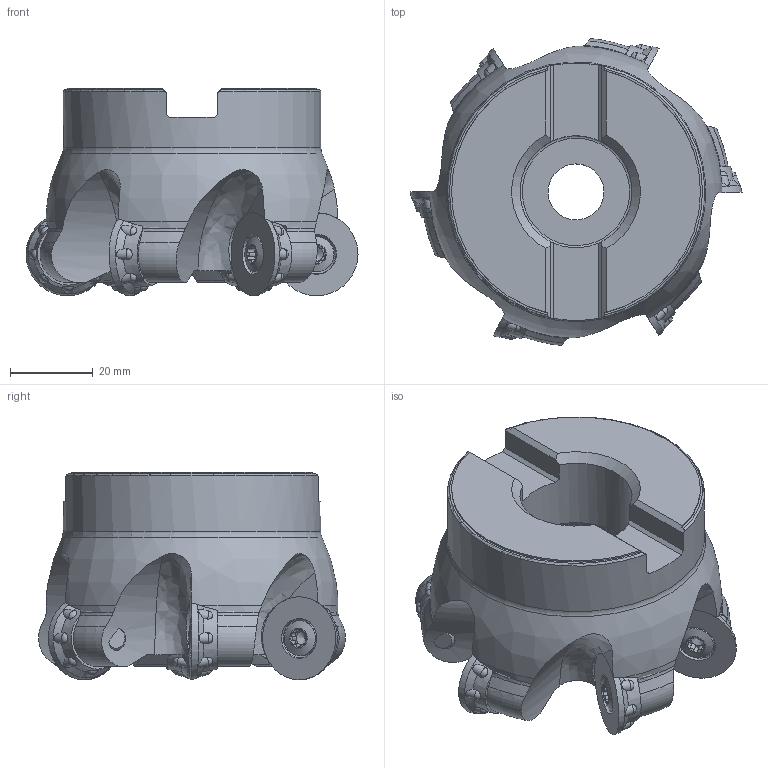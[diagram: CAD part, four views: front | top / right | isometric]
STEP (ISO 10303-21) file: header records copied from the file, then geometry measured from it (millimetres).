
FILE_DESCRIPTION(/* description */ (''),/* implementation_level */ '2;1');
FILE_NAME(/* name */ 'toolassembly_1.stp',/* time_stamp */ '2018-10-03T16:00:55+02:00',/* author */ (''),/* organization */ ('SMS'),/* preprocessor_version */ 'ST-DEVELOPER v15',/* originating_system */ 'SIEMENS PLM Software NX 8.5',/* authorisation */ '');
FILE_SCHEMA (('AUTOMOTIVE_DESIGN { 1 0 10303 214 3 1 1 1 }'));
Length unit declared in the file: millimetre
Products named in the file (4): ASSEMBLY_CONSTRUCTION; CUT_20181003160027; NOCUT_20181003160020; TOOLASSEMBLY_1
Assembly tree (8 placements, depth 2):
  TOOLASSEMBLY_1
    NOCUT_20181003160020
    CUT_20181003160027  x6
    ASSEMBLY_CONSTRUCTION
Bounding box: 80 x 73.94 x 50 mm (x, y, z)
Volume: 111510.3 mm3; surface area: 27060.4 mm2
Topology: 7 solids, 7 shells, 534 faces, 1416 edges, 925 vertices
Faces by surface type: plane 166, cone 100, cylinder 98, extrusion 72, sphere 54, torus 37, bspline 7
Full cylindrical faces by diameter (mm): 5.35 x6, 6 x6, 7 x6, 8.45 x6, 13.5 x1, 20 x1, 27.011 x1, 27.5 x1, 62 x1
Entity records: 16797 total; most frequent: CARTESIAN_POINT 6914, ORIENTED_EDGE 1996, DIRECTION 1966, EDGE_CURVE 998, AXIS2_PLACEMENT_3D 816, VERTEX_POINT 668, EDGE_LOOP 492, ADVANCED_FACE 414
